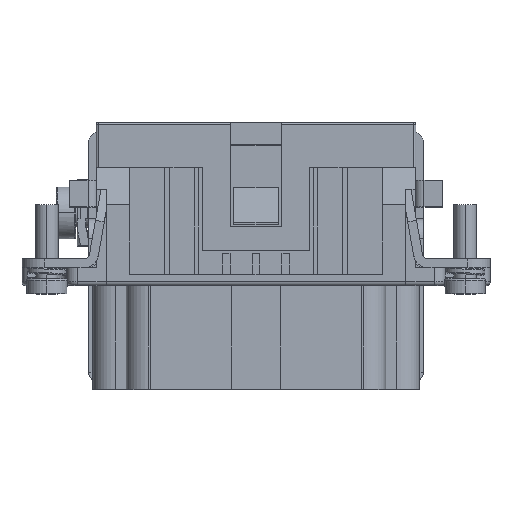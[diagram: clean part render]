
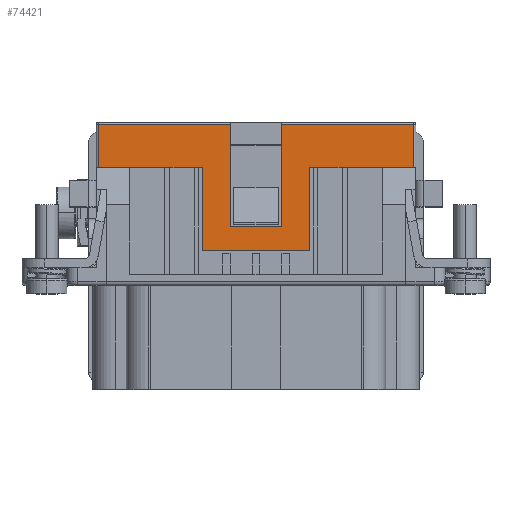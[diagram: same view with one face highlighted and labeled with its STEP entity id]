
A CAD part, top view. The second image highlights one B-rep face of the part: STEP entity #74421.
In plain terms, the highlighted planar face has unit normal (0, 0, 1).
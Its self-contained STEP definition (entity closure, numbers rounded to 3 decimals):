
#1289 = LINE ( 'NONE', #64904, #44062 ) ;
#2036 = DIRECTION ( 'NONE',  ( 0., -1., 0. ) ) ;
#2051 = CARTESIAN_POINT ( 'NONE',  ( -82.893, 62.977, 36.907 ) ) ;
#2196 = AXIS2_PLACEMENT_3D ( 'NONE', #13214, #69383, #28150 ) ;
#2451 = LINE ( 'NONE', #33630, #30176 ) ;
#3718 = CARTESIAN_POINT ( 'NONE',  ( -96.893, 51.777, 36.907 ) ) ;
#4204 = ORIENTED_EDGE ( 'NONE', *, *, #82086, .T. ) ;
#4512 = CARTESIAN_POINT ( 'NONE',  ( -96.893, 62.977, 36.907 ) ) ;
#4689 = EDGE_CURVE ( 'NONE', #21524, #47545, #76752, .T. ) ;
#5190 = DIRECTION ( 'NONE',  ( 1., 0., 0. ) ) ;
#5632 = VECTOR ( 'NONE', #76149, 1000. ) ;
#7362 = EDGE_CURVE ( 'NONE', #38897, #47545, #70731, .T. ) ;
#7418 = DIRECTION ( 'NONE',  ( 1., 0., 0. ) ) ;
#9079 = CARTESIAN_POINT ( 'NONE',  ( -125.693, 62.977, 36.907 ) ) ;
#9831 = CARTESIAN_POINT ( 'NONE',  ( -107.593, 55.077, 36.907 ) ) ;
#10855 = LINE ( 'NONE', #51442, #48990 ) ;
#11915 = VERTEX_POINT ( 'NONE', #71068 ) ;
#12368 = DIRECTION ( 'NONE',  ( 0., 1., 0. ) ) ;
#12391 = DIRECTION ( 'NONE',  ( -1., 0., 0. ) ) ;
#13148 = VERTEX_POINT ( 'NONE', #4512 ) ;
#13214 = CARTESIAN_POINT ( 'NONE',  ( -125.693, 69.077, 36.907 ) ) ;
#13996 = VERTEX_POINT ( 'NONE', #9831 ) ;
#16233 = ORIENTED_EDGE ( 'NONE', *, *, #60237, .T. ) ;
#17767 = VERTEX_POINT ( 'NONE', #80077 ) ;
#18063 = LINE ( 'NONE', #62967, #52851 ) ;
#18366 = LINE ( 'NONE', #24592, #48357 ) ;
#18646 = LINE ( 'NONE', #58414, #27442 ) ;
#19199 = EDGE_CURVE ( 'NONE', #17767, #79975, #10855, .T. ) ;
#21524 = VERTEX_POINT ( 'NONE', #73218 ) ;
#23272 = ORIENTED_EDGE ( 'NONE', *, *, #4689, .F. ) ;
#23366 = DIRECTION ( 'NONE',  ( 0., -1., 0. ) ) ;
#23553 = CARTESIAN_POINT ( 'NONE',  ( -82.893, 68.777, 36.907 ) ) ;
#23969 = EDGE_CURVE ( 'NONE', #65464, #11915, #2451, .T. ) ;
#24448 = VERTEX_POINT ( 'NONE', #57951 ) ;
#24592 = CARTESIAN_POINT ( 'NONE',  ( -125.393, 69.077, 36.907 ) ) ;
#24939 = ORIENTED_EDGE ( 'NONE', *, *, #7362, .T. ) ;
#27442 = VECTOR ( 'NONE', #69381, 1000. ) ;
#28150 = DIRECTION ( 'NONE',  ( -1., 0., 0. ) ) ;
#29059 = CARTESIAN_POINT ( 'NONE',  ( -100.693, 68.777, 36.907 ) ) ;
#29263 = EDGE_LOOP ( 'NONE', ( #53924, #4204, #24939, #23272, #53834, #67078, #51177, #33123, #16233, #81710, #47297, #80416 ) ) ;
#29818 = EDGE_CURVE ( 'NONE', #13996, #17767, #61448, .T. ) ;
#30176 = VECTOR ( 'NONE', #2036, 1000. ) ;
#30750 = VERTEX_POINT ( 'NONE', #2051 ) ;
#32370 = LINE ( 'NONE', #51489, #40384 ) ;
#33123 = ORIENTED_EDGE ( 'NONE', *, *, #69788, .T. ) ;
#33162 = PLANE ( 'NONE',  #2196 ) ;
#33630 = CARTESIAN_POINT ( 'NONE',  ( -111.393, 69.077, 36.907 ) ) ;
#37483 = LINE ( 'NONE', #81970, #54684 ) ;
#38507 = CARTESIAN_POINT ( 'NONE',  ( -100.693, 55.077, 36.907 ) ) ;
#38897 = VERTEX_POINT ( 'NONE', #23553 ) ;
#40384 = VECTOR ( 'NONE', #7418, 1000. ) ;
#41606 = EDGE_CURVE ( 'NONE', #13148, #30750, #32370, .T. ) ;
#42308 = CARTESIAN_POINT ( 'NONE',  ( -107.593, 55.077, 36.907 ) ) ;
#44062 = VECTOR ( 'NONE', #71561, 1000. ) ;
#47297 = ORIENTED_EDGE ( 'NONE', *, *, #54592, .T. ) ;
#47545 = VERTEX_POINT ( 'NONE', #29059 ) ;
#48357 = VECTOR ( 'NONE', #23366, 1000. ) ;
#48990 = VECTOR ( 'NONE', #12391, 1000. ) ;
#50975 = EDGE_CURVE ( 'NONE', #21524, #13996, #18646, .T. ) ;
#51177 = ORIENTED_EDGE ( 'NONE', *, *, #19199, .T. ) ;
#51442 = CARTESIAN_POINT ( 'NONE',  ( -125.693, 68.777, 36.907 ) ) ;
#51489 = CARTESIAN_POINT ( 'NONE',  ( -125.693, 62.977, 36.907 ) ) ;
#52851 = VECTOR ( 'NONE', #5190, 1000. ) ;
#53041 = VECTOR ( 'NONE', #78534, 1000. ) ;
#53834 = ORIENTED_EDGE ( 'NONE', *, *, #50975, .T. ) ;
#53924 = ORIENTED_EDGE ( 'NONE', *, *, #41606, .T. ) ;
#54592 = EDGE_CURVE ( 'NONE', #11915, #61531, #18063, .T. ) ;
#54684 = VECTOR ( 'NONE', #78200, 1000. ) ;
#57012 = CARTESIAN_POINT ( 'NONE',  ( -125.693, 68.777, 36.907 ) ) ;
#57951 = CARTESIAN_POINT ( 'NONE',  ( -125.393, 62.977, 36.907 ) ) ;
#58414 = CARTESIAN_POINT ( 'NONE',  ( -100.693, 55.077, 36.907 ) ) ;
#60237 = EDGE_CURVE ( 'NONE', #24448, #65464, #66048, .T. ) ;
#60987 = CARTESIAN_POINT ( 'NONE',  ( -125.393, 68.777, 36.907 ) ) ;
#61448 = LINE ( 'NONE', #42308, #74875 ) ;
#61531 = VERTEX_POINT ( 'NONE', #3718 ) ;
#61770 = CARTESIAN_POINT ( 'NONE',  ( -111.393, 62.977, 36.907 ) ) ;
#62967 = CARTESIAN_POINT ( 'NONE',  ( -125.693, 51.777, 36.907 ) ) ;
#64131 = EDGE_CURVE ( 'NONE', #61531, #13148, #37483, .T. ) ;
#64702 = DIRECTION ( 'NONE',  ( 0., 1., 0. ) ) ;
#64904 = CARTESIAN_POINT ( 'NONE',  ( -82.893, 69.077, 36.907 ) ) ;
#65464 = VERTEX_POINT ( 'NONE', #61770 ) ;
#66048 = LINE ( 'NONE', #9079, #53041 ) ;
#67078 = ORIENTED_EDGE ( 'NONE', *, *, #29818, .T. ) ;
#69381 = DIRECTION ( 'NONE',  ( -1., 0., 0. ) ) ;
#69383 = DIRECTION ( 'NONE',  ( 0., 0., -1. ) ) ;
#69788 = EDGE_CURVE ( 'NONE', #79975, #24448, #18366, .T. ) ;
#70731 = LINE ( 'NONE', #57012, #5632 ) ;
#71068 = CARTESIAN_POINT ( 'NONE',  ( -111.393, 51.777, 36.907 ) ) ;
#71561 = DIRECTION ( 'NONE',  ( 0., 1., 0. ) ) ;
#73218 = CARTESIAN_POINT ( 'NONE',  ( -100.693, 55.077, 36.907 ) ) ;
#74421 = ADVANCED_FACE ( 'NONE', ( #77655 ), #33162, .F. ) ;
#74875 = VECTOR ( 'NONE', #12368, 1000. ) ;
#76149 = DIRECTION ( 'NONE',  ( -1., 0., 0. ) ) ;
#76752 = LINE ( 'NONE', #38507, #78681 ) ;
#77655 = FACE_OUTER_BOUND ( 'NONE', #29263, .T. ) ;
#78200 = DIRECTION ( 'NONE',  ( 0., 1., 0. ) ) ;
#78534 = DIRECTION ( 'NONE',  ( 1., 0., 0. ) ) ;
#78681 = VECTOR ( 'NONE', #64702, 1000. ) ;
#79975 = VERTEX_POINT ( 'NONE', #60987 ) ;
#80077 = CARTESIAN_POINT ( 'NONE',  ( -107.593, 68.777, 36.907 ) ) ;
#80416 = ORIENTED_EDGE ( 'NONE', *, *, #64131, .T. ) ;
#81710 = ORIENTED_EDGE ( 'NONE', *, *, #23969, .T. ) ;
#81970 = CARTESIAN_POINT ( 'NONE',  ( -96.893, 69.077, 36.907 ) ) ;
#82086 = EDGE_CURVE ( 'NONE', #30750, #38897, #1289, .T. ) ;
